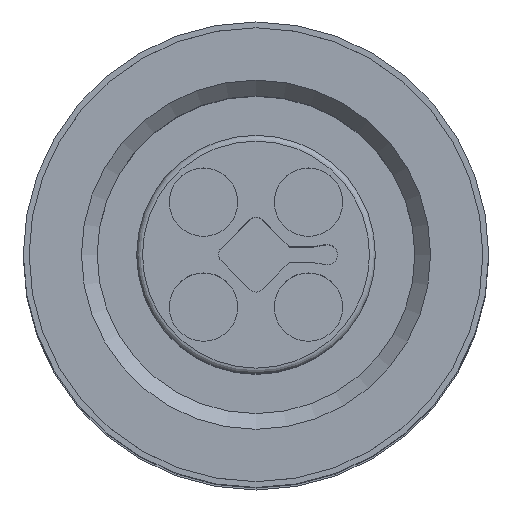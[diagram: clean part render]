
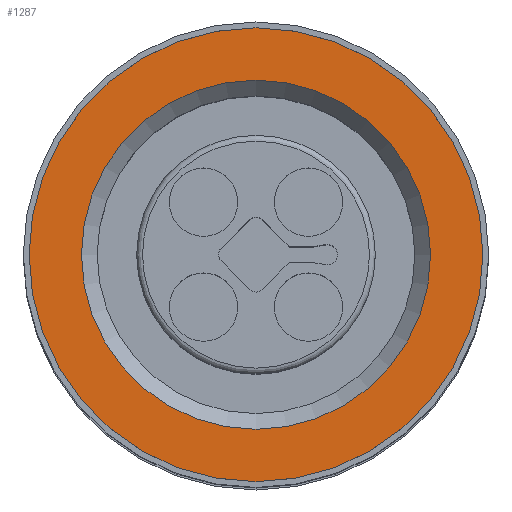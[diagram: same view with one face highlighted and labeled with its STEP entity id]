
A CAD part, top view. The second image highlights one B-rep face of the part: STEP entity #1287.
In plain terms, the highlighted planar face has unit normal (0, 0, 1).
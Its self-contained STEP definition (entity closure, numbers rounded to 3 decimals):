
#150=PLANE('',#1370);
#197=CIRCLE('',#1369,6.);
#198=CIRCLE('',#1371,7.8);
#263=ORIENTED_EDGE('',*,*,#482,.F.);
#264=ORIENTED_EDGE('',*,*,#481,.T.);
#481=EDGE_CURVE('',#593,#593,#197,.T.);
#482=EDGE_CURVE('',#594,#594,#198,.T.);
#593=VERTEX_POINT('',#1803);
#594=VERTEX_POINT('',#1806);
#673=EDGE_LOOP('',(#263));
#674=EDGE_LOOP('',(#264));
#763=FACE_BOUND('',#673,.T.);
#764=FACE_BOUND('',#674,.T.);
#1287=ADVANCED_FACE('',(#763,#764),#150,.F.);
#1369=AXIS2_PLACEMENT_3D('',#1802,#1514,#1515);
#1370=AXIS2_PLACEMENT_3D('',#1804,#1516,#1517);
#1371=AXIS2_PLACEMENT_3D('',#1805,#1518,#1519);
#1514=DIRECTION('',(0.,0.,-1.));
#1515=DIRECTION('',(-1.,0.,0.));
#1516=DIRECTION('',(0.,0.,-1.));
#1517=DIRECTION('',(-1.,0.,0.));
#1518=DIRECTION('',(0.,0.,-1.));
#1519=DIRECTION('',(-1.,0.,0.));
#1802=CARTESIAN_POINT('',(0.,0.,53.35));
#1803=CARTESIAN_POINT('',(-6.,0.,53.35));
#1804=CARTESIAN_POINT('',(0.,6.,53.35));
#1805=CARTESIAN_POINT('',(0.,0.,53.35));
#1806=CARTESIAN_POINT('',(-7.8,0.,53.35));
